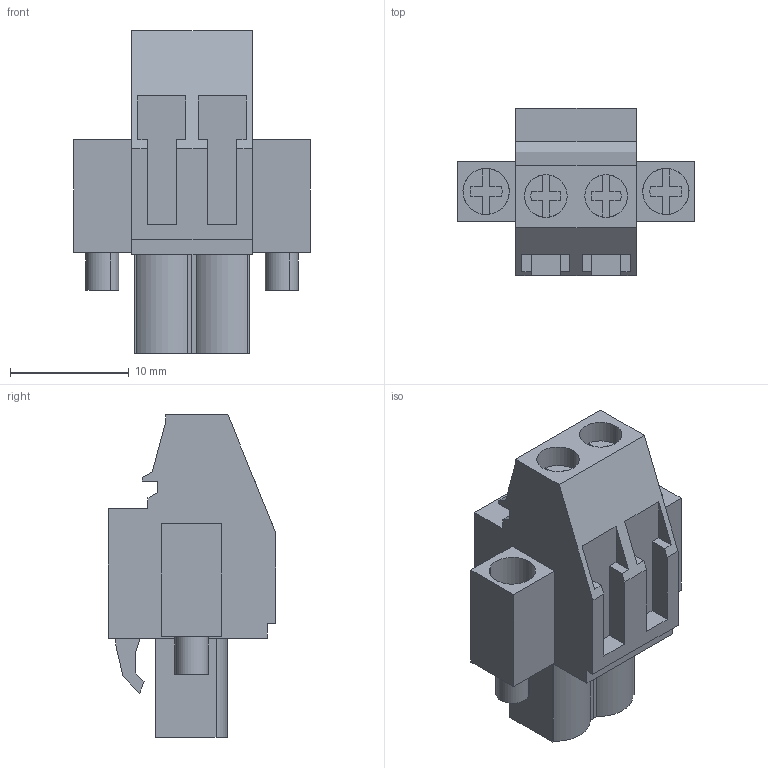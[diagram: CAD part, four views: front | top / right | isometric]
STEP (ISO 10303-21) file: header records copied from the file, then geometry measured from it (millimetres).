
FILE_DESCRIPTION(('CATIA V5 STEP','CAx-IF Rec.Pracs.--- Model Styling and Organization---1.2---2011-12-15'),'2;1');
FILE_NAME ('7246778_2_1950040000_1950040000.stp','2017-09-08T12:24:41+00:00',('none'),('Weidmueller'),'CATIA Version 5-6 Release 2014','CATIA V5 STEP AP214','none');
FILE_SCHEMA(('AUTOMOTIVE_DESIGN { 1 0 10303 214 1 1 1 1 }'));
Length unit declared in the file: millimetre
Products named in the file (1): 1950040000
Bounding box: 19.96 x 14.1 x 27.2 mm (x, y, z)
Volume: 2750.5 mm3; surface area: 2521.1 mm2
Topology: 5 solids, 5 shells, 220 faces, 581 edges, 388 vertices
Faces by surface type: plane 182, cylinder 36, extrusion 2
Entity records: 6476 total; most frequent: ORIENTED_EDGE 1162, CARTESIAN_POINT 1149, DIRECTION 933, EDGE_CURVE 581, VECTOR 491, LINE 489, VERTEX_POINT 388, AXIS2_PLACEMENT_3D 266
